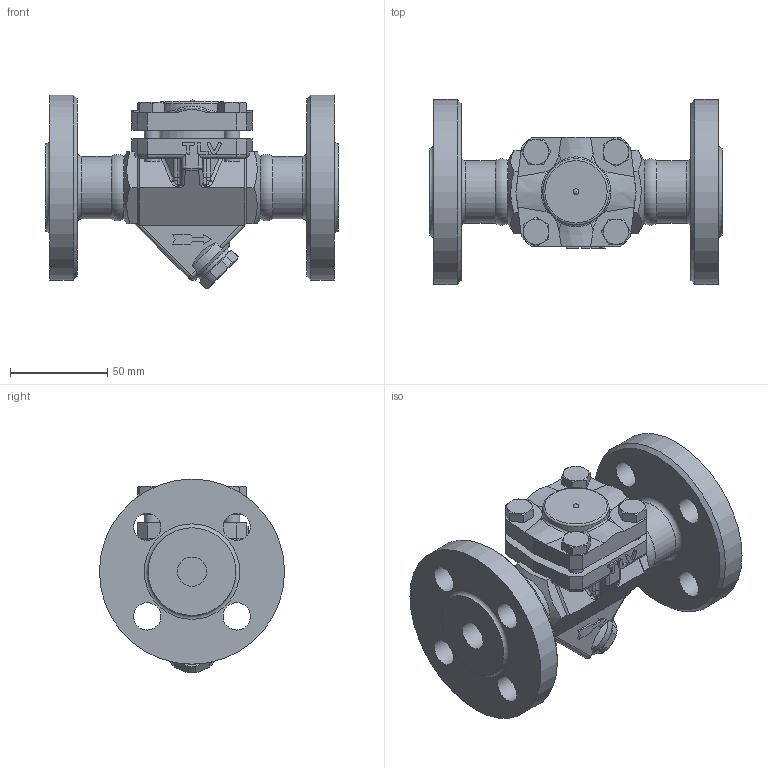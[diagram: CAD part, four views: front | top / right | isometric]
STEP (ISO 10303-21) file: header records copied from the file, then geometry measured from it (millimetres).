
FILE_DESCRIPTION(/* description */ (''),/* implementation_level */ '2;1');
FILE_NAME(/* name */ 'l21s0-015-e0040-00.stp',/* time_stamp */ '2024-02-06T11:48:20+09:00',/* author */ ('nakaot'),/* organization */ (''),/* preprocessor_version */ 'ST-DEVELOPER v18.1',/* originating_system */ 'Autodesk Inventor 2022',/* authorisation */ '');
FILE_SCHEMA (('AUTOMOTIVE_DESIGN { 1 0 10303 214 3 1 1 }'));
Length unit declared in the file: millimetre
Products named in the file (1): l21s0-015-e0025-00
Bounding box: 150 x 95 x 99.49 mm (x, y, z)
Volume: 405681.5 mm3; surface area: 70072.5 mm2
Topology: 1 solids, 1 shells, 363 faces, 888 edges, 546 vertices
Faces by surface type: plane 171, cylinder 98, bspline 39, cone 35, sphere 13, torus 7
Full cylindrical faces by diameter (mm): 8 x8, 9.1 x4, 14 x8, 15 x2, 21 x1, 32 x2, 34 x1, 45.8 x1, 95 x2
Entity records: 11392 total; most frequent: CARTESIAN_POINT 3040, ORIENTED_EDGE 1774, DIRECTION 1689, EDGE_CURVE 887, AXIS2_PLACEMENT_3D 627, VERTEX_POINT 546, LINE 435, VECTOR 435
